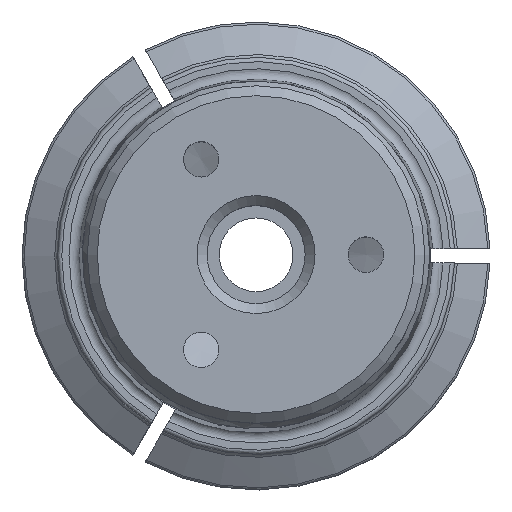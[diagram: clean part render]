
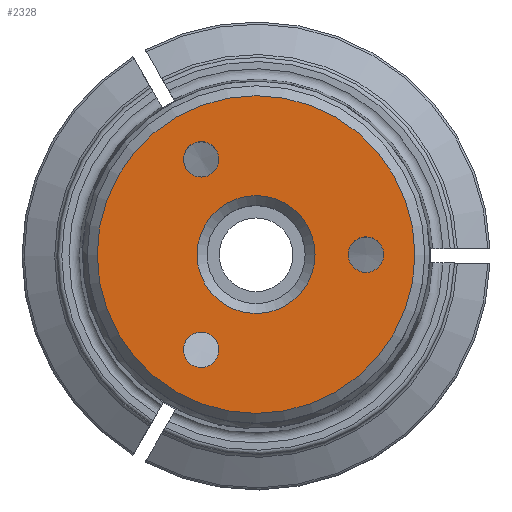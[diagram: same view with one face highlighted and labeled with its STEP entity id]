
A CAD part, top view. The second image highlights one B-rep face of the part: STEP entity #2328.
In plain terms, the highlighted planar face has unit normal (0, 0, 1).
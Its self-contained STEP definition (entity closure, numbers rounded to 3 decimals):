
#84=PLANE('',#2531);
#683=ORIENTED_EDGE('',*,*,#935,.T.);
#684=ORIENTED_EDGE('',*,*,#936,.T.);
#685=ORIENTED_EDGE('',*,*,#937,.T.);
#686=ORIENTED_EDGE('',*,*,#938,.T.);
#687=ORIENTED_EDGE('',*,*,#939,.T.);
#935=EDGE_CURVE('',#1103,#1103,#1211,.T.);
#936=EDGE_CURVE('',#1104,#1104,#1212,.T.);
#937=EDGE_CURVE('',#1105,#1105,#1213,.T.);
#938=EDGE_CURVE('',#1106,#1106,#1214,.T.);
#939=EDGE_CURVE('',#1107,#1107,#1215,.F.);
#1103=VERTEX_POINT('',#3813);
#1104=VERTEX_POINT('',#3815);
#1105=VERTEX_POINT('',#3817);
#1106=VERTEX_POINT('',#3819);
#1107=VERTEX_POINT('',#3821);
#1211=CIRCLE('',#2532,4.159);
#1212=CIRCLE('',#2533,1.25);
#1213=CIRCLE('',#2534,1.25);
#1214=CIRCLE('',#2535,1.25);
#1215=CIRCLE('',#2536,11.2);
#1341=EDGE_LOOP('',(#683));
#1342=EDGE_LOOP('',(#684));
#1343=EDGE_LOOP('',(#685));
#1344=EDGE_LOOP('',(#686));
#1345=EDGE_LOOP('',(#687));
#1492=FACE_BOUND('',#1341,.T.);
#1493=FACE_BOUND('',#1342,.T.);
#1494=FACE_BOUND('',#1343,.T.);
#1495=FACE_BOUND('',#1344,.T.);
#1496=FACE_BOUND('',#1345,.T.);
#2328=ADVANCED_FACE('',(#1492,#1493,#1494,#1495,#1496),#84,.F.);
#2531=AXIS2_PLACEMENT_3D('',#3811,#2963,#2964);
#2532=AXIS2_PLACEMENT_3D('',#3812,#2965,#2966);
#2533=AXIS2_PLACEMENT_3D('',#3814,#2967,#2968);
#2534=AXIS2_PLACEMENT_3D('',#3816,#2969,#2970);
#2535=AXIS2_PLACEMENT_3D('',#3818,#2971,#2972);
#2536=AXIS2_PLACEMENT_3D('',#3820,#2973,#2974);
#2963=DIRECTION('',(0.,0.,-1.));
#2964=DIRECTION('',(-1.,0.,0.));
#2965=DIRECTION('',(0.,0.,-1.));
#2966=DIRECTION('',(-1.,0.,0.));
#2967=DIRECTION('',(0.,0.,-1.));
#2968=DIRECTION('',(1.,0.,0.));
#2969=DIRECTION('',(0.,0.,-1.));
#2970=DIRECTION('',(1.,0.,0.));
#2971=DIRECTION('',(0.,0.,-1.));
#2972=DIRECTION('',(1.,0.,0.));
#2973=DIRECTION('',(0.,0.,-1.));
#2974=DIRECTION('',(-1.,0.,0.));
#3811=CARTESIAN_POINT('',(11.9,0.,60.5));
#3812=CARTESIAN_POINT('',(0.,0.,60.5));
#3813=CARTESIAN_POINT('',(-4.159,0.,60.5));
#3814=CARTESIAN_POINT('',(-3.875,-6.712,60.5));
#3815=CARTESIAN_POINT('',(-2.625,-6.712,60.5));
#3816=CARTESIAN_POINT('',(-3.875,6.712,60.5));
#3817=CARTESIAN_POINT('',(-2.625,6.712,60.5));
#3818=CARTESIAN_POINT('',(7.75,0.,60.5));
#3819=CARTESIAN_POINT('',(9.,0.,60.5));
#3820=CARTESIAN_POINT('',(0.,0.,60.5));
#3821=CARTESIAN_POINT('',(-11.2,0.,60.5));
